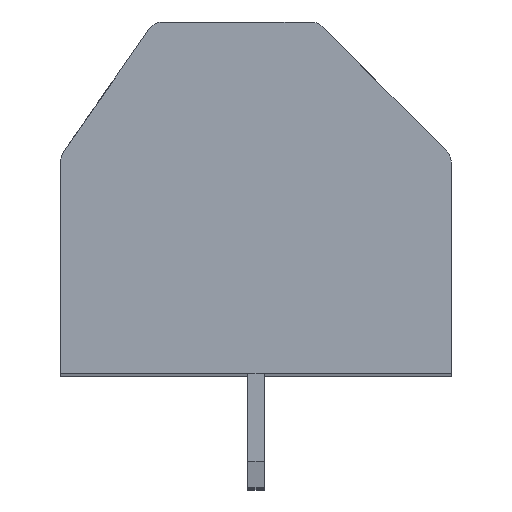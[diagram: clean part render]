
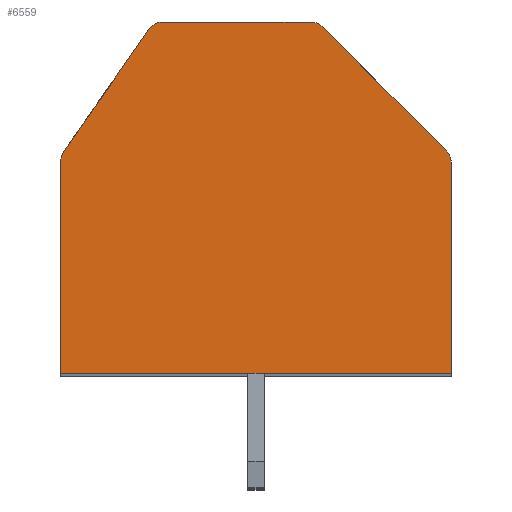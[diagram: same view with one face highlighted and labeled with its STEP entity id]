
A CAD part, top view. The second image highlights one B-rep face of the part: STEP entity #6559.
In plain terms, the highlighted planar face has unit normal (0, 0, 1).
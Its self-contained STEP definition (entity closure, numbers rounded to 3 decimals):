
#2077=CARTESIAN_POINT('',(1.693,4.899,3.));
#2078=DIRECTION('',(0.,0.,1.));
#2079=DIRECTION('',(0.707,0.707,0.));
#2080=AXIS2_PLACEMENT_3D('',#2077,#2078,#2079);
#2082=DIRECTION('',(-0.707,0.707,0.));
#2083=VECTOR('',#2082,5.383);
#2084=CARTESIAN_POINT('',(5.854,1.446,3.));
#2085=LINE('',#2084,#2083);
#2086=CARTESIAN_POINT('',(5.5,1.093,3.));
#2087=DIRECTION('',(0.,0.,1.));
#2088=DIRECTION('',(1.,0.,0.));
#2089=AXIS2_PLACEMENT_3D('',#2086,#2087,#2088);
#2091=DIRECTION('',(0.,1.,0.));
#2092=VECTOR('',#2091,6.493);
#2093=CARTESIAN_POINT('',(6.,-5.4,3.));
#2094=LINE('',#2093,#2092);
#2095=DIRECTION('',(1.,0.,0.));
#2096=VECTOR('',#2095,12.);
#2097=CARTESIAN_POINT('',(-6.,-5.4,3.));
#2098=LINE('',#2097,#2096);
#2099=DIRECTION('',(0.,-1.,0.));
#2100=VECTOR('',#2099,6.542);
#2101=CARTESIAN_POINT('',(-6.,1.142,3.));
#2102=LINE('',#2101,#2100);
#2103=CARTESIAN_POINT('',(-5.5,1.142,3.));
#2104=DIRECTION('',(0.,0.,1.));
#2105=DIRECTION('',(-0.819,0.574,0.));
#2106=AXIS2_PLACEMENT_3D('',#2103,#2104,#2105);
#2108=DIRECTION('',(-0.574,-0.819,0.));
#2109=VECTOR('',#2108,4.587);
#2110=CARTESIAN_POINT('',(-3.279,5.186,3.));
#2111=LINE('',#2110,#2109);
#2112=CARTESIAN_POINT('',(-2.869,4.899,3.));
#2113=DIRECTION('',(0.,0.,1.));
#2114=DIRECTION('',(0.,1.,0.));
#2115=AXIS2_PLACEMENT_3D('',#2112,#2113,#2114);
#2117=DIRECTION('',(-1.,0.,0.));
#2118=VECTOR('',#2117,4.563);
#2119=CARTESIAN_POINT('',(1.693,5.399,3.));
#2120=LINE('',#2119,#2118);
#2741=CARTESIAN_POINT('',(-6.,-5.4,3.));
#2742=CARTESIAN_POINT('',(6.,-5.4,3.));
#2743=VERTEX_POINT('',#2741);
#2744=VERTEX_POINT('',#2742);
#3053=CARTESIAN_POINT('',(2.047,5.253,3.));
#3054=VERTEX_POINT('',#3053);
#3055=CARTESIAN_POINT('',(1.693,5.399,3.));
#3056=VERTEX_POINT('',#3055);
#3061=CARTESIAN_POINT('',(6.,1.093,3.));
#3062=VERTEX_POINT('',#3061);
#3063=CARTESIAN_POINT('',(5.854,1.446,3.));
#3064=VERTEX_POINT('',#3063);
#3069=CARTESIAN_POINT('',(-2.869,5.399,3.));
#3070=VERTEX_POINT('',#3069);
#3071=CARTESIAN_POINT('',(-3.279,5.186,3.));
#3072=VERTEX_POINT('',#3071);
#3077=CARTESIAN_POINT('',(-5.91,1.429,3.));
#3078=VERTEX_POINT('',#3077);
#3079=CARTESIAN_POINT('',(-6.,1.142,3.));
#3080=VERTEX_POINT('',#3079);
#6542=CARTESIAN_POINT('',(0.,0.,3.));
#6543=DIRECTION('',(0.,0.,1.));
#6544=DIRECTION('',(1.,0.,0.));
#6545=AXIS2_PLACEMENT_3D('',#6542,#6543,#6544);
#6546=PLANE('',#6545);
#6547=ORIENTED_EDGE('',*,*,#3649,.F.);
#6548=ORIENTED_EDGE('',*,*,#3665,.F.);
#6549=ORIENTED_EDGE('',*,*,#5097,.F.);
#6550=ORIENTED_EDGE('',*,*,#5112,.F.);
#6551=ORIENTED_EDGE('',*,*,#5125,.F.);
#6552=ORIENTED_EDGE('',*,*,#5248,.F.);
#6553=ORIENTED_EDGE('',*,*,#5263,.F.);
#6554=ORIENTED_EDGE('',*,*,#5276,.F.);
#6555=ORIENTED_EDGE('',*,*,#6523,.F.);
#6556=ORIENTED_EDGE('',*,*,#6535,.F.);
#6557=EDGE_LOOP('',(#6547,#6548,#6549,#6550,#6551,#6552,#6553,#6554,#6555,
#6556));
#6558=FACE_OUTER_BOUND('',#6557,.F.);
#2081=CIRCLE('',#2080,0.5);
#2090=CIRCLE('',#2089,0.5);
#2107=CIRCLE('',#2106,0.5);
#2116=CIRCLE('',#2115,0.5);
#3649=EDGE_CURVE('',#3054,#3056,#2081,.T.);
#3665=EDGE_CURVE('',#3064,#3054,#2085,.T.);
#5097=EDGE_CURVE('',#3062,#3064,#2090,.T.);
#5112=EDGE_CURVE('',#2744,#3062,#2094,.T.);
#5125=EDGE_CURVE('',#2743,#2744,#2098,.T.);
#5248=EDGE_CURVE('',#3080,#2743,#2102,.T.);
#5263=EDGE_CURVE('',#3078,#3080,#2107,.T.);
#5276=EDGE_CURVE('',#3072,#3078,#2111,.T.);
#6523=EDGE_CURVE('',#3070,#3072,#2116,.T.);
#6535=EDGE_CURVE('',#3056,#3070,#2120,.T.);
#6559=ADVANCED_FACE('',(#6558),#6546,.T.);
